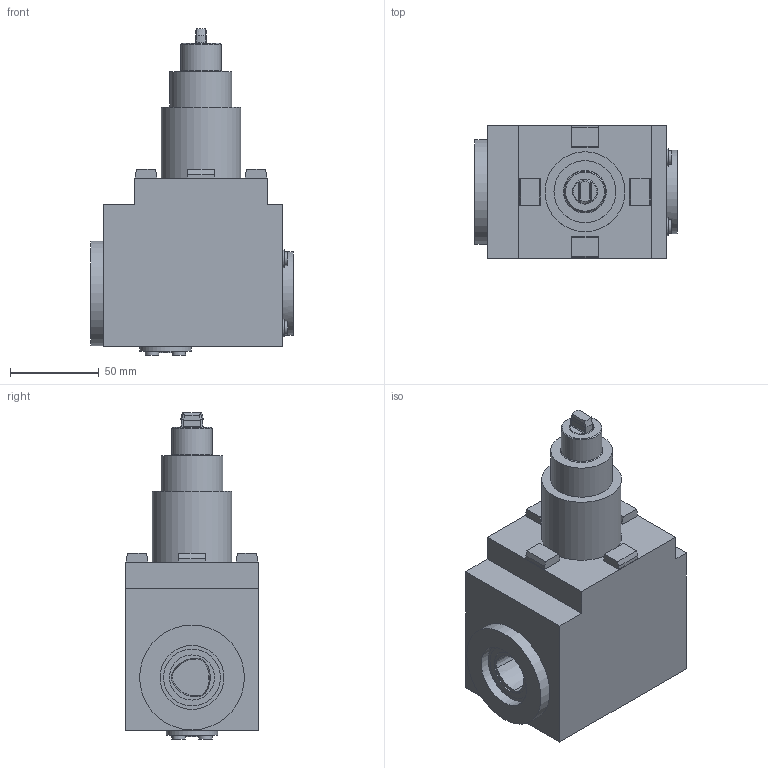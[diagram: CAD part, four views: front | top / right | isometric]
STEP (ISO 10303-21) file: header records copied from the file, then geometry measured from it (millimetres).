
FILE_DESCRIPTION(/* description */ (''),/* implementation_level */ '2;1');
FILE_NAME(/* name */ '1534145474132.stp',/* time_stamp */ '2018-08-13T09:31:21+02:00',/* author */ (''),/* organization */ ('SMS'),/* preprocessor_version */ 'ST-DEVELOPER v15',/* originating_system */ 'SIEMENS PLM Software NX 8.5',/* authorisation */ '');
FILE_SCHEMA (('AUTOMOTIVE_DESIGN { 1 0 10303 214 3 1 1 1 }'));
Length unit declared in the file: millimetre
Products named in the file (1): 201820494mod000_00
Bounding box: 113.9 x 75 x 183.7 mm (x, y, z)
Volume: 803886.7 mm3; surface area: 62852.5 mm2
Topology: 1 solids, 1 shells, 123 faces, 285 edges, 189 vertices
Faces by surface type: plane 77, cylinder 31, cone 9, bspline 4, torus 2
Full cylindrical faces by diameter (mm): 2 x1, 7.58 x4, 7.6 x4, 13 x1, 23 x1, 25.4 x1, 29 x1, 32 x1, 34.9 x1, 36 x1, 45 x1, 47 x1, 59 x1
Entity records: 3554 total; most frequent: CARTESIAN_POINT 830, DIRECTION 550, ORIENTED_EDGE 508, EDGE_CURVE 254, AXIS2_PLACEMENT_3D 202, VERTEX_POINT 180, EDGE_LOOP 170, LINE 146
